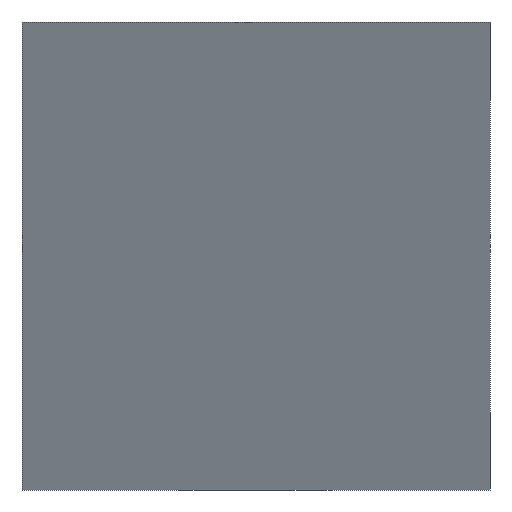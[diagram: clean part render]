
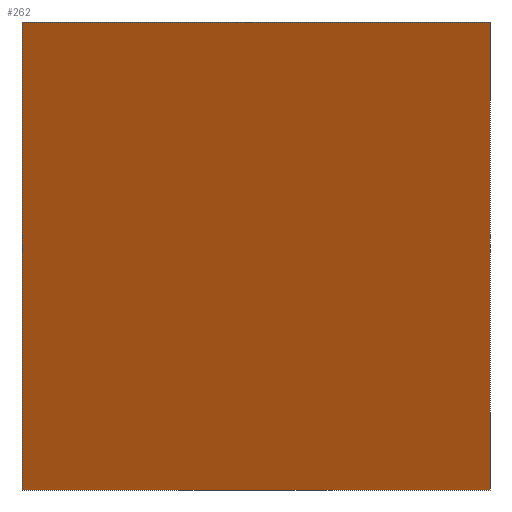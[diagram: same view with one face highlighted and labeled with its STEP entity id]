
A CAD part, front view. The second image highlights one B-rep face of the part: STEP entity #262.
In plain terms, the highlighted planar face has unit normal (-0.5, -0.866, 0).
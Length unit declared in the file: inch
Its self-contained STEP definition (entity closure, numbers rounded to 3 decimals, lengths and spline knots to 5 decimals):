
#5 = VERTEX_POINT ( 'NONE', #382 ) ;
#25 = LINE ( 'NONE', #219, #243 ) ;
#28 = VERTEX_POINT ( 'NONE', #30 ) ;
#30 = CARTESIAN_POINT ( 'NONE',  ( 0.75, 0., 0. ) ) ;
#35 = ORIENTED_EDGE ( 'NONE', *, *, #498, .F. ) ;
#47 = DIRECTION ( 'NONE',  ( -0.5, -0.866, 0. ) ) ;
#53 = VECTOR ( 'NONE', #381, 39.37008 ) ;
#62 = CARTESIAN_POINT ( 'NONE',  ( 0.1875, 0.32476, 0. ) ) ;
#67 = CARTESIAN_POINT ( 'NONE',  ( 0.75, 0., 0.75 ) ) ;
#116 = FACE_OUTER_BOUND ( 'NONE', #500, .T. ) ;
#125 = EDGE_CURVE ( 'NONE', #295, #492, #520, .T. ) ;
#129 = DIRECTION ( 'NONE',  ( 0.866, -0.5, 0. ) ) ;
#137 = LINE ( 'NONE', #62, #53 ) ;
#180 = CARTESIAN_POINT ( 'NONE',  ( 0., 0.43301, 0. ) ) ;
#205 = ORIENTED_EDGE ( 'NONE', *, *, #125, .T. ) ;
#219 = CARTESIAN_POINT ( 'NONE',  ( 0.1875, 0.32476, 0.75 ) ) ;
#223 = DIRECTION ( 'NONE',  ( 0., 0., -1. ) ) ;
#225 = AXIS2_PLACEMENT_3D ( 'NONE', #367, #47, #129 ) ;
#243 = VECTOR ( 'NONE', #430, 39.37008 ) ;
#254 = DIRECTION ( 'NONE',  ( 0., 0., -1. ) ) ;
#262 = ADVANCED_FACE ( 'NONE', ( #116 ), #494, .T. ) ;
#295 = VERTEX_POINT ( 'NONE', #323 ) ;
#323 = CARTESIAN_POINT ( 'NONE',  ( 0., 0.43301, 0.75 ) ) ;
#334 = VECTOR ( 'NONE', #223, 39.37008 ) ;
#350 = ORIENTED_EDGE ( 'NONE', *, *, #394, .T. ) ;
#367 = CARTESIAN_POINT ( 'NONE',  ( 0.1875, 0.32476, 0.75 ) ) ;
#381 = DIRECTION ( 'NONE',  ( -0.866, 0.5, 0. ) ) ;
#382 = CARTESIAN_POINT ( 'NONE',  ( 0.75, 0., 0.75 ) ) ;
#383 = LINE ( 'NONE', #67, #493 ) ;
#392 = EDGE_CURVE ( 'NONE', #28, #492, #137, .T. ) ;
#394 = EDGE_CURVE ( 'NONE', #5, #295, #25, .T. ) ;
#430 = DIRECTION ( 'NONE',  ( -0.866, 0.5, 0. ) ) ;
#462 = ORIENTED_EDGE ( 'NONE', *, *, #392, .F. ) ;
#492 = VERTEX_POINT ( 'NONE', #180 ) ;
#493 = VECTOR ( 'NONE', #254, 39.37008 ) ;
#494 = PLANE ( 'NONE',  #225 ) ;
#498 = EDGE_CURVE ( 'NONE', #5, #28, #383, .T. ) ;
#500 = EDGE_LOOP ( 'NONE', ( #462, #35, #350, #205 ) ) ;
#519 = CARTESIAN_POINT ( 'NONE',  ( 0., 0.43301, 0.75 ) ) ;
#520 = LINE ( 'NONE', #519, #334 ) ;
